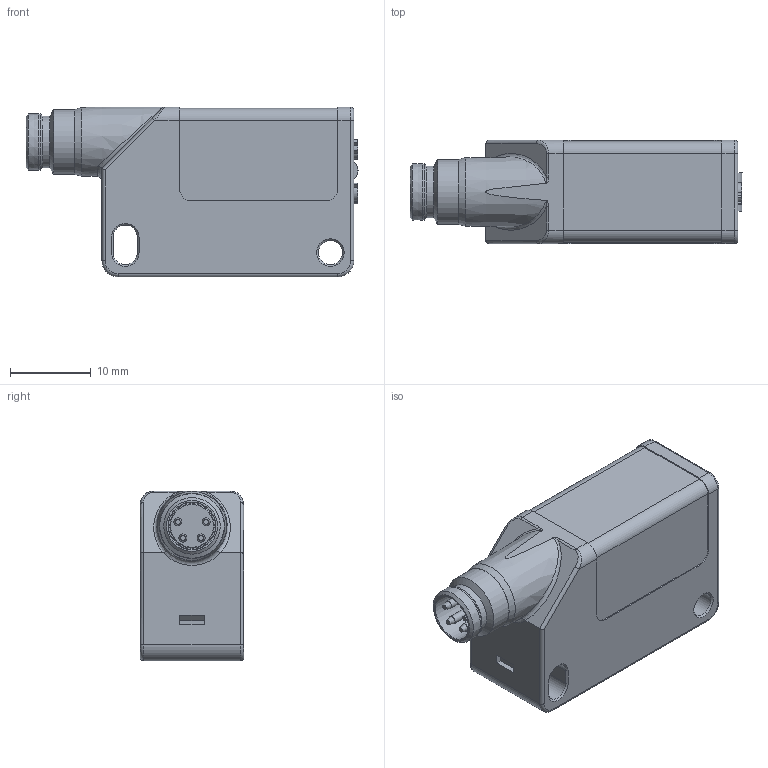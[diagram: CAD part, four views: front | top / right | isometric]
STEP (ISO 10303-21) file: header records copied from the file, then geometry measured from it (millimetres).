
FILE_DESCRIPTION( ( 'Unknown' ), '1' );
FILE_NAME( 'QMR7_0P-0F.stp', 'Unknown', ( 'Unknown' ), ( 'Unknown' ), 'PSStep 15.0.49', 'Unknown', ' ' );
FILE_SCHEMA( ( 'AUTOMOTIVE_DESIGN { 1 0 10303 214 1 1 1 1 }' ) );
Length unit declared in the file: millimetre
Products named in the file (12): 6606_fig; 6619_fig; 6550_fig; 6571_fig; corpo_6571_fig; 6572_fig; Assem1; 6573_fig; 6570_fig; 6570_fig-oa0; 6907_fig
Assembly tree (14 placements, depth 4):
  Assem1
    6573_fig
    6570_fig
    6570_fig-oa0
    6907_fig
    6571_fig
      corpo_6571_fig
      6572_fig  x4
    6619_fig
      6550_fig
      6606_fig
        6606_fig
Bounding box: 41.11 x 12.8 x 21 mm (x, y, z)
Volume: 8223.7 mm3; surface area: 5501 mm2
Topology: 11 solids, 14 shells, 253 faces, 606 edges, 394 vertices
Faces by surface type: plane 134, cylinder 85, cone 21, torus 7, bspline 6
Full cylindrical faces by diameter (mm): 1 x8, 3 x1, 3.5 x2, 5.5 x1, 5.8 x1, 6.4 x1, 7 x1, 8 x1
Entity records: 10109 total; most frequent: CARTESIAN_POINT 2335, DIRECTION 1236, ORIENTED_EDGE 1094, EDGE_CURVE 547, AXIS2_PLACEMENT_3D 458, VERTEX_POINT 366, LINE 320, VECTOR 320
